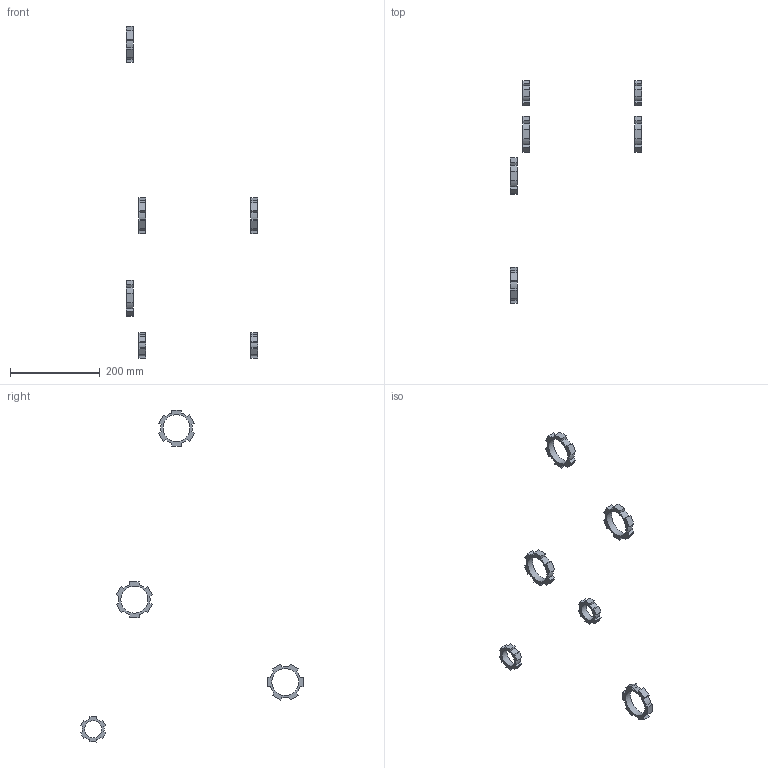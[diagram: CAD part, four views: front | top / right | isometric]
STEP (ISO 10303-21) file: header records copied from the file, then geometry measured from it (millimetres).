
FILE_DESCRIPTION( ( '' ), ' ' );
FILE_NAME( '5de8e40c995cc00ec5c180da.step', '2019-12-05T11:03:41', ( '' ), ( '' ), ' ', ' ', ' ' );
FILE_SCHEMA( ( 'AUTOMOTIVE_DESIGN { 1 0 10303 214 1 1 1 1 }' ) );
Length unit declared in the file: metre
Products named in the file (6): Part 74; Part 24; Part 35; Part 59; Part 27; Part 48
Bounding box: 292.14 x 495.92 x 738.89 mm (x, y, z)
Volume: 139494 mm3; surface area: 58009.4 mm2
Topology: 6 solids, 6 shells, 162 faces, 450 edges, 300 vertices
Faces by surface type: plane 120, cylinder 42
Full cylindrical faces by diameter (mm): 38.1 x2, 60 x4
Entity records: 6514 total; most frequent: CARTESIAN_POINT 912, ORIENTED_EDGE 888, DIRECTION 864, EDGE_CURVE 444, LINE 360, VECTOR 360, VERTEX_POINT 300, AXIS2_PLACEMENT_3D 252
